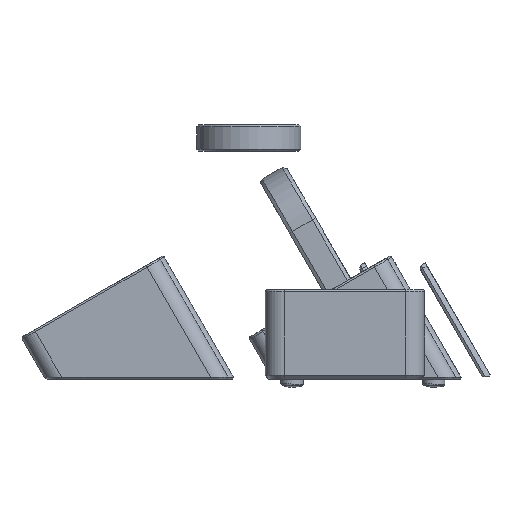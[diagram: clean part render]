
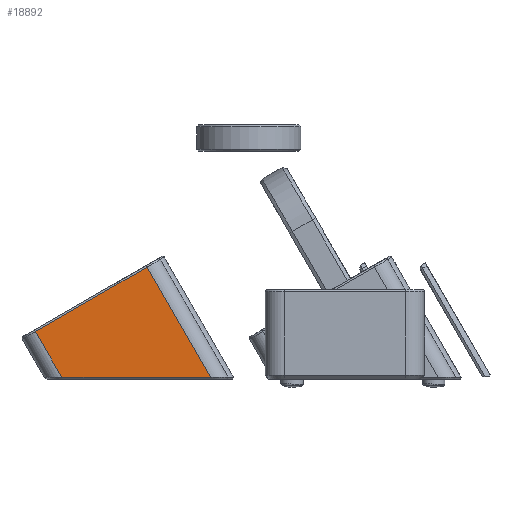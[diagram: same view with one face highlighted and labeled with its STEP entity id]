
A CAD part, front view. The second image highlights one B-rep face of the part: STEP entity #18892.
In plain terms, the highlighted planar face has unit normal (0, -1, 0).
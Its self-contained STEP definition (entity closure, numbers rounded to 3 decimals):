
#472=B_SPLINE_CURVE_WITH_KNOTS('',3,(#28001,#28002,#28003,#28004),
 .UNSPECIFIED.,.F.,.F.,(4,4),(-1.571,-1.508),
 .UNSPECIFIED.);
#2094=FACE_OUTER_BOUND('',#3193,.T.);
#3193=EDGE_LOOP('',(#13483,#13484,#13485,#13486,#13487));
#4427=LINE('',#27932,#6205);
#4440=LINE('',#27997,#6218);
#4441=LINE('',#27998,#6219);
#4442=LINE('',#28000,#6220);
#6205=VECTOR('',#22352,10.);
#6218=VECTOR('',#22423,10.);
#6219=VECTOR('',#22424,4.);
#6220=VECTOR('',#22425,10.);
#8020=VERTEX_POINT('',#27929);
#8021=VERTEX_POINT('',#27931);
#8043=VERTEX_POINT('',#27995);
#8044=VERTEX_POINT('',#27996);
#8045=VERTEX_POINT('',#27999);
#10042=EDGE_CURVE('',#8020,#8021,#4427,.T.);
#10074=EDGE_CURVE('',#8043,#8044,#4440,.T.);
#10075=EDGE_CURVE('',#8021,#8043,#4441,.T.);
#10076=EDGE_CURVE('',#8045,#8020,#4442,.T.);
#10077=EDGE_CURVE('',#8044,#8045,#472,.T.);
#13483=ORIENTED_EDGE('',*,*,#10074,.F.);
#13484=ORIENTED_EDGE('',*,*,#10075,.F.);
#13485=ORIENTED_EDGE('',*,*,#10042,.F.);
#13486=ORIENTED_EDGE('',*,*,#10076,.F.);
#13487=ORIENTED_EDGE('',*,*,#10077,.F.);
#18271=PLANE('',#20209);
#18892=ADVANCED_FACE('',(#2094),#18271,.T.);
#20209=AXIS2_PLACEMENT_3D('',#27994,#22421,#22422);
#22352=DIRECTION('',(0.866,0.,0.5));
#22421=DIRECTION('center_axis',(0.,-1.,0.));
#22422=DIRECTION('ref_axis',(0.5,0.,-0.866));
#22423=DIRECTION('',(-1.,0.,0.));
#22424=DIRECTION('',(0.5,0.,-0.866));
#22425=DIRECTION('',(-0.5,0.,0.866));
#27929=CARTESIAN_POINT('',(-56.285,32.,-47.568));
#27931=CARTESIAN_POINT('',(-26.797,32.,-30.543));
#27932=CARTESIAN_POINT('',(-32.686,32.,-33.943));
#27994=CARTESIAN_POINT('Origin',(-32.936,32.,-33.51));
#27995=CARTESIAN_POINT('',(-10.008,32.,-59.622));
#27996=CARTESIAN_POINT('',(-49.037,32.,-59.622));
#27997=CARTESIAN_POINT('',(-19.018,32.,-59.622));
#27998=CARTESIAN_POINT('',(-20.672,32.,-41.152));
#27999=CARTESIAN_POINT('',(-49.325,32.,-59.622));
#28000=CARTESIAN_POINT('',(-50.16,32.,-58.177));
#28001=CARTESIAN_POINT('Ctrl Pts',(-49.037,32.,-59.622));
#28002=CARTESIAN_POINT('Ctrl Pts',(-49.133,32.,-59.622));
#28003=CARTESIAN_POINT('Ctrl Pts',(-49.229,32.,-59.622));
#28004=CARTESIAN_POINT('Ctrl Pts',(-49.325,32.,-59.622));
